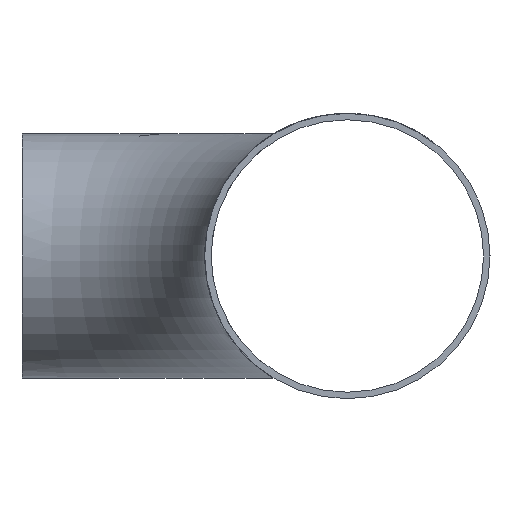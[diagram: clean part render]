
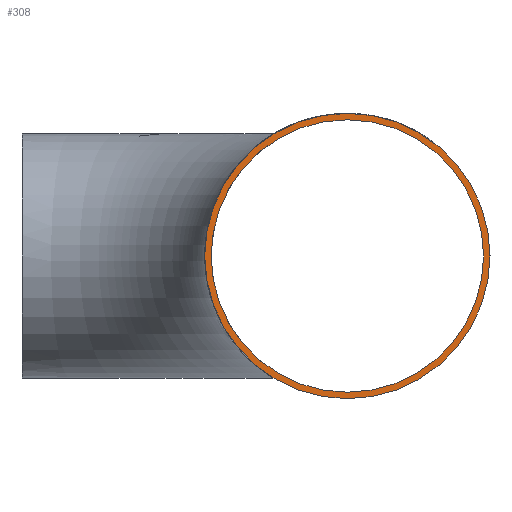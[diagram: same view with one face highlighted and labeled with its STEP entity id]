
A CAD part, left-side view. The second image highlights one B-rep face of the part: STEP entity #308.
In plain terms, the highlighted planar face has unit normal (-1, 0, 0).
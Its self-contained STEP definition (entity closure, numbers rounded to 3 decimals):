
#308 = ADVANCED_FACE ( 'NONE', ( #34651, #3487 ), #26085, .F. ) ;
#312 = DIRECTION ( 'NONE',  ( 1., 0., 0. ) ) ;
#2823 = CIRCLE ( 'NONE', #35418, 42.45 ) ;
#3487 = FACE_OUTER_BOUND ( 'NONE', #5900, .T. ) ;
#3860 = DIRECTION ( 'NONE',  ( 1., 0., 0. ) ) ;
#5900 = EDGE_LOOP ( 'NONE', ( #12494 ) ) ;
#8642 = DIRECTION ( 'NONE',  ( 0., 0., -1. ) ) ;
#9261 = CARTESIAN_POINT ( 'NONE',  ( -115., -101.39, 0. ) ) ;
#10257 = AXIS2_PLACEMENT_3D ( 'NONE', #9261, #3860, #15151 ) ;
#11634 = DIRECTION ( 'NONE',  ( 0., 0., -1. ) ) ;
#11767 = EDGE_CURVE ( 'NONE', #25320, #25320, #23564, .T. ) ;
#12494 = ORIENTED_EDGE ( 'NONE', *, *, #11767, .F. ) ;
#14114 = AXIS2_PLACEMENT_3D ( 'NONE', #26064, #312, #11634 ) ;
#15151 = DIRECTION ( 'NONE',  ( 0., 0., -1. ) ) ;
#16193 = EDGE_LOOP ( 'NONE', ( #20229 ) ) ;
#16442 = CARTESIAN_POINT ( 'NONE',  ( -115., -101.39, -44.45 ) ) ;
#20229 = ORIENTED_EDGE ( 'NONE', *, *, #23062, .T. ) ;
#23062 = EDGE_CURVE ( 'NONE', #28297, #28297, #2823, .T. ) ;
#23564 = CIRCLE ( 'NONE', #14114, 44.45 ) ;
#25149 = CARTESIAN_POINT ( 'NONE',  ( -115., -101.39, -42.45 ) ) ;
#25320 = VERTEX_POINT ( 'NONE', #16442 ) ;
#26064 = CARTESIAN_POINT ( 'NONE',  ( -115., -101.39, 0. ) ) ;
#26085 = PLANE ( 'NONE',  #10257 ) ;
#28084 = CARTESIAN_POINT ( 'NONE',  ( -115., -101.39, 0. ) ) ;
#28297 = VERTEX_POINT ( 'NONE', #25149 ) ;
#33847 = DIRECTION ( 'NONE',  ( 1., 0., 0. ) ) ;
#34651 = FACE_BOUND ( 'NONE', #16193, .T. ) ;
#35418 = AXIS2_PLACEMENT_3D ( 'NONE', #28084, #33847, #8642 ) ;
